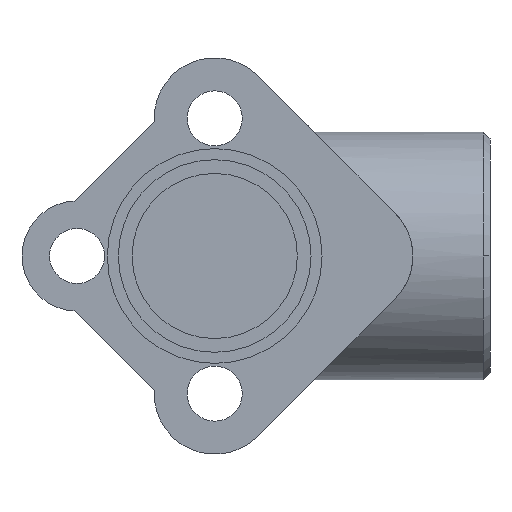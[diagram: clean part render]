
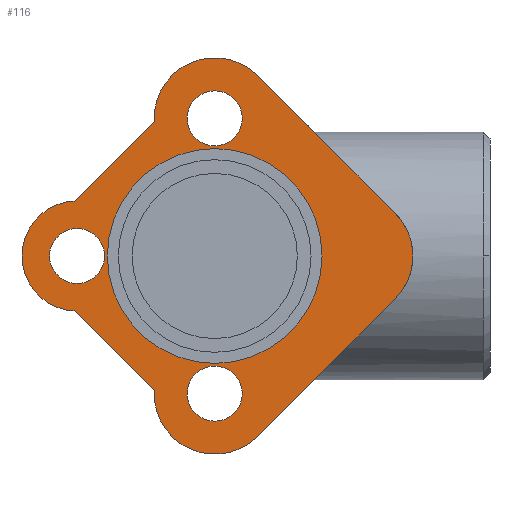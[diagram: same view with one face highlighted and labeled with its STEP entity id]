
A CAD part, front view. The second image highlights one B-rep face of the part: STEP entity #116.
In plain terms, the highlighted planar face has unit normal (0, -1, 0).
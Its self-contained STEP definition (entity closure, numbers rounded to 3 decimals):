
#116=ADVANCED_FACE('',(#206,#207,#208,#209,#210),#211,.F.);
#206=FACE_BOUND('',#300,.T.);
#207=FACE_BOUND('',#301,.T.);
#208=FACE_BOUND('',#302,.T.);
#209=FACE_BOUND('',#303,.T.);
#210=FACE_OUTER_BOUND('',#304,.T.);
#211=PLANE('',#305);
#300=EDGE_LOOP('',(#626,#627));
#301=EDGE_LOOP('',(#628,#629));
#302=EDGE_LOOP('',(#630,#631));
#303=EDGE_LOOP('',(#632,#633));
#304=EDGE_LOOP('',(#634,#635,#636,#637,#638,#639,#640,#641,#642,#643,#644));
#305=AXIS2_PLACEMENT_3D('',#645,#646,#647);
#626=ORIENTED_EDGE('',*,*,#710,.T.);
#627=ORIENTED_EDGE('',*,*,#709,.T.);
#628=ORIENTED_EDGE('',*,*,#716,.T.);
#629=ORIENTED_EDGE('',*,*,#697,.T.);
#630=ORIENTED_EDGE('',*,*,#718,.T.);
#631=ORIENTED_EDGE('',*,*,#693,.T.);
#632=ORIENTED_EDGE('',*,*,#720,.T.);
#633=ORIENTED_EDGE('',*,*,#689,.T.);
#634=ORIENTED_EDGE('',*,*,#748,.T.);
#635=ORIENTED_EDGE('',*,*,#659,.T.);
#636=ORIENTED_EDGE('',*,*,#751,.F.);
#637=ORIENTED_EDGE('',*,*,#755,.F.);
#638=ORIENTED_EDGE('',*,*,#651,.F.);
#639=ORIENTED_EDGE('',*,*,#744,.T.);
#640=ORIENTED_EDGE('',*,*,#746,.F.);
#641=ORIENTED_EDGE('',*,*,#747,.T.);
#642=ORIENTED_EDGE('',*,*,#653,.F.);
#643=ORIENTED_EDGE('',*,*,#754,.F.);
#644=ORIENTED_EDGE('',*,*,#752,.T.);
#645=CARTESIAN_POINT('',(10.0,0.,-10.0));
#646=DIRECTION('',(0.,1.0,0.));
#647=DIRECTION('',(0.707,0.0,0.707));
#651=EDGE_CURVE('',#761,#757,#763,.T.);
#653=EDGE_CURVE('',#764,#767,#768,.T.);
#659=EDGE_CURVE('',#773,#777,#779,.T.);
#689=EDGE_CURVE('',#830,#834,#836,.T.);
#693=EDGE_CURVE('',#838,#842,#844,.T.);
#697=EDGE_CURVE('',#846,#850,#852,.T.);
#709=EDGE_CURVE('',#870,#874,#876,.T.);
#710=EDGE_CURVE('',#874,#870,#877,.T.);
#716=EDGE_CURVE('',#850,#846,#883,.T.);
#718=EDGE_CURVE('',#842,#838,#885,.T.);
#720=EDGE_CURVE('',#834,#830,#887,.T.);
#744=EDGE_CURVE('',#761,#918,#920,.T.);
#746=EDGE_CURVE('',#921,#918,#923,.T.);
#747=EDGE_CURVE('',#921,#767,#924,.T.);
#748=EDGE_CURVE('',#925,#773,#926,.T.);
#751=EDGE_CURVE('',#928,#777,#930,.T.);
#752=EDGE_CURVE('',#931,#925,#932,.T.);
#754=EDGE_CURVE('',#931,#764,#934,.T.);
#755=EDGE_CURVE('',#757,#928,#935,.T.);
#757=VERTEX_POINT('',#937);
#761=VERTEX_POINT('',#942);
#763=CIRCLE('',#945,8.8);
#764=VERTEX_POINT('',#946);
#767=VERTEX_POINT('',#950);
#768=CIRCLE('',#951,8.8);
#773=VERTEX_POINT('',#957);
#777=VERTEX_POINT('',#962);
#779=CIRCLE('',#965,8.0);
#830=VERTEX_POINT('',#1036);
#834=VERTEX_POINT('',#1041);
#836=CIRCLE('',#1044,4.0);
#838=VERTEX_POINT('',#1046);
#842=VERTEX_POINT('',#1051);
#844=CIRCLE('',#1054,4.0);
#846=VERTEX_POINT('',#1056);
#850=VERTEX_POINT('',#1061);
#852=CIRCLE('',#1064,4.0);
#870=VERTEX_POINT('',#1086);
#874=VERTEX_POINT('',#1091);
#876=CIRCLE('',#1094,15.6);
#877=CIRCLE('',#1095,15.6);
#883=CIRCLE('',#1101,4.0);
#885=CIRCLE('',#1103,4.0);
#887=CIRCLE('',#1105,4.0);
#918=VERTEX_POINT('',#1247);
#920=LINE('',#1250,#1251);
#921=VERTEX_POINT('',#1252);
#923=CIRCLE('',#1255,8.8);
#924=LINE('',#1256,#1257);
#925=VERTEX_POINT('',#1258);
#926=CIRCLE('',#1259,8.0);
#928=VERTEX_POINT('',#1262);
#930=LINE('',#1265,#1266);
#931=VERTEX_POINT('',#1267);
#932=LINE('',#1268,#1269);
#934=CIRCLE('',#1272,8.8);
#935=CIRCLE('',#1273,8.8);
#937=CARTESIAN_POINT('',(-6.223,0.,-26.223));
#942=CARTESIAN_POINT('',(6.223,0.,-26.223));
#945=AXIS2_PLACEMENT_3D('',#1279,#1280,#1281);
#946=CARTESIAN_POINT('',(-6.223,0.,26.223));
#950=CARTESIAN_POINT('',(6.223,0.,26.223));
#951=AXIS2_PLACEMENT_3D('',#1283,#1284,#1285);
#957=CARTESIAN_POINT('',(-28.0,0.0,0.));
#962=CARTESIAN_POINT('',(-20.29,0.0,-7.995));
#965=AXIS2_PLACEMENT_3D('',#1295,#1296,#1297);
#1036=CARTESIAN_POINT('',(4.0,0.,-20.0));
#1041=CARTESIAN_POINT('',(-4.0,0.,-20.0));
#1044=AXIS2_PLACEMENT_3D('',#1356,#1357,#1358);
#1046=CARTESIAN_POINT('',(-20.0,0.,-4.0));
#1051=CARTESIAN_POINT('',(-20.0,0.,4.0));
#1054=AXIS2_PLACEMENT_3D('',#1364,#1365,#1366);
#1056=CARTESIAN_POINT('',(-4.0,0.,20.0));
#1061=CARTESIAN_POINT('',(4.0,0.,20.0));
#1064=AXIS2_PLACEMENT_3D('',#1372,#1373,#1374);
#1086=CARTESIAN_POINT('',(-15.6,0.,0.));
#1091=CARTESIAN_POINT('',(15.6,0.,0.));
#1094=AXIS2_PLACEMENT_3D('',#1396,#1397,#1398);
#1095=AXIS2_PLACEMENT_3D('',#1399,#1400,#1401);
#1101=AXIS2_PLACEMENT_3D('',#1417,#1418,#1419);
#1103=AXIS2_PLACEMENT_3D('',#1423,#1424,#1425);
#1105=AXIS2_PLACEMENT_3D('',#1429,#1430,#1431);
#1247=CARTESIAN_POINT('',(26.223,0.,-6.223));
#1250=CARTESIAN_POINT('',(6.223,0.,-26.223));
#1251=VECTOR('',#1475,1.0);
#1252=CARTESIAN_POINT('',(26.223,0.,6.223));
#1255=AXIS2_PLACEMENT_3D('',#1477,#1478,#1479);
#1256=CARTESIAN_POINT('',(26.223,0.,6.223));
#1257=VECTOR('',#1480,1.0);
#1258=CARTESIAN_POINT('',(-20.29,0.0,7.995));
#1259=AXIS2_PLACEMENT_3D('',#1481,#1482,#1483);
#1262=CARTESIAN_POINT('',(-8.786,0.0,-19.499));
#1265=CARTESIAN_POINT('',(-14.142,0.0,-14.142));
#1266=VECTOR('',#1486,1.0);
#1267=CARTESIAN_POINT('',(-8.786,0.0,19.499));
#1268=CARTESIAN_POINT('',(-14.142,0.0,14.142));
#1269=VECTOR('',#1487,1.0);
#1272=AXIS2_PLACEMENT_3D('',#1489,#1490,#1491);
#1273=AXIS2_PLACEMENT_3D('',#1492,#1493,#1494);
#1279=CARTESIAN_POINT('',(0.0,0.,-20.0));
#1280=DIRECTION('',(0.,1.0,0.));
#1281=DIRECTION('',(0.707,0.0,0.707));
#1283=CARTESIAN_POINT('',(0.,0.,20.0));
#1284=DIRECTION('',(0.,1.0,0.));
#1285=DIRECTION('',(-0.707,0.0,0.707));
#1295=CARTESIAN_POINT('',(-20.0,0.0,0.0));
#1296=DIRECTION('',(0.0,-1.0,0.0));
#1297=DIRECTION('',(1.0,0.0,0.0));
#1356=CARTESIAN_POINT('',(0.0,0.0,-20.0));
#1357=DIRECTION('',(0.,1.0,0.));
#1358=DIRECTION('',(1.0,0.,0.));
#1364=CARTESIAN_POINT('',(-20.0,0.0,0.));
#1365=DIRECTION('',(0.,1.0,0.));
#1366=DIRECTION('',(0.,0.,-1.0));
#1372=CARTESIAN_POINT('',(0.,0.0,20.0));
#1373=DIRECTION('',(0.,1.0,0.));
#1374=DIRECTION('',(-1.0,0.,0.));
#1396=CARTESIAN_POINT('',(0.0,0.,0.0));
#1397=DIRECTION('',(0.,1.0,0.));
#1398=DIRECTION('',(-1.0,0.,0.));
#1399=CARTESIAN_POINT('',(0.0,0.,0.0));
#1400=DIRECTION('',(0.,1.0,0.));
#1401=DIRECTION('',(-1.0,0.,0.));
#1417=CARTESIAN_POINT('',(0.,0.0,20.0));
#1418=DIRECTION('',(0.,1.0,0.));
#1419=DIRECTION('',(-1.0,0.,0.));
#1423=CARTESIAN_POINT('',(-20.0,0.0,0.));
#1424=DIRECTION('',(0.,1.0,0.));
#1425=DIRECTION('',(0.,0.,-1.0));
#1429=CARTESIAN_POINT('',(0.0,0.0,-20.0));
#1430=DIRECTION('',(0.,1.0,0.));
#1431=DIRECTION('',(1.0,0.,0.));
#1475=DIRECTION('',(0.707,0.0,0.707));
#1477=CARTESIAN_POINT('',(20.0,0.,0.));
#1478=DIRECTION('',(0.,1.0,0.));
#1479=DIRECTION('',(0.707,0.0,0.707));
#1480=DIRECTION('',(-0.707,0.0,0.707));
#1481=CARTESIAN_POINT('',(-20.0,0.0,0.0));
#1482=DIRECTION('',(0.0,-1.0,0.0));
#1483=DIRECTION('',(1.0,0.0,0.0));
#1486=DIRECTION('',(-0.707,0.0,0.707));
#1487=DIRECTION('',(-0.707,0.0,-0.707));
#1489=CARTESIAN_POINT('',(0.,0.,20.0));
#1490=DIRECTION('',(0.,1.0,0.));
#1491=DIRECTION('',(-0.707,0.0,0.707));
#1492=CARTESIAN_POINT('',(0.0,0.,-20.0));
#1493=DIRECTION('',(0.,1.0,0.));
#1494=DIRECTION('',(0.707,0.0,0.707));
